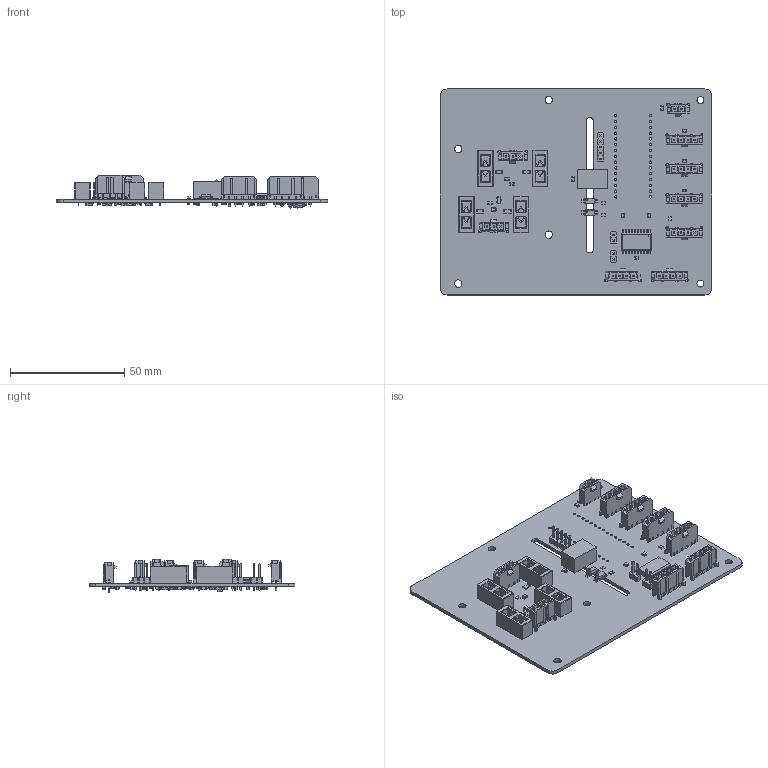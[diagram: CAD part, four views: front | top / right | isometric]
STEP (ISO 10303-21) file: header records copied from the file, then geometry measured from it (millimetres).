
FILE_DESCRIPTION(('KiCad electronic assembly'),'2;1');
FILE_NAME('ActivePrecharge.step','2025-03-18T09:24:40',('Pcbnew'),( 'Kicad'),'Open CASCADE STEP processor 7.8','KiCad to STEP converter' ,'Unknown');
FILE_SCHEMA(('AUTOMOTIVE_DESIGN { 1 0 10303 214 1 1 1 1 }'));
Length unit declared in the file: millimetre
Products named in the file (38): ActivePrecharge 1; LED_0805_2012Metric; R_1206_3216Metric; C_0805_2012Metric; PinHeader_1x05_P2.54mm_Vertical; PinHeader_1x05_P254mm_Vertical; 436500428; SOP-4_4.4x2.6mm_P1.27mm; SOP_4_44x26mm_P127mm; R_0805_2012Metric; SOT-353_SC-70-5; SOT_353_SC_70_5; PinHeader_1x02_P2.54mm_Vertical; PinHeader_1x02_P254mm_Vertical; Fuseholder_Blade_Mini_Keystone_3568; A_Keystone_3568; SOT-23; SOT_23; SOIC-20W; part; 1769205241; ASSEMBLY; 436500227; 436500327; D_SOD-123F; D_SOD_123F; SOT-23-3; L_0805_2012Metric; ActivePrecharge_PCB
Assembly tree (120 placements, depth 3):
  ActivePrecharge 1
    LED_0805_2012Metric  x7
      LED_0805_2012Metric
    R_1206_3216Metric  x4
      R_1206_3216Metric
    C_0805_2012Metric  x20
      C_0805_2012Metric
    PinHeader_1x05_P2.54mm_Vertical
      PinHeader_1x05_P254mm_Vertical
    436500428  x6
      436500428
    SOP-4_4.4x2.6mm_P1.27mm  x3
      SOP_4_44x26mm_P127mm
    R_0805_2012Metric  x32
      R_0805_2012Metric
    SOT-353_SC-70-5  x2
      SOT_353_SC_70_5
    PinHeader_1x02_P2.54mm_Vertical  x2
      PinHeader_1x02_P254mm_Vertical
    Fuseholder_Blade_Mini_Keystone_3568  x4
      A_Keystone_3568
    SOT-23  x5
      SOT_23
    SOIC-20W
      part
    1769205241
      ASSEMBLY
    436500227
      436500227
    436500327  x2
      436500327
    D_SOD-123F  x6
      D_SOD_123F
    SOT-23-3  x2
      SOT-23-3
    L_0805_2012Metric  x2
      L_0805_2012Metric
    ActivePrecharge_PCB
Bounding box: 119 x 90.25 x 14.58 mm (x, y, z)
Volume: 24104.3 mm3; surface area: 35898.3 mm2
Topology: 137 solids, 137 shells, 6518 faces, 17011 edges, 11020 vertices
Faces by surface type: plane 5013, cylinder 1120, bspline 369, sphere 16
Full cylindrical faces by diameter (mm): 0.375 x1, 0.5 x3, 1 x9, 1.02 x32, 1.021 x30, 1.27 x18, 1.78 x16, 3 x2, 3.2 x4
Entity records: 68630 total; most frequent: CARTESIAN_POINT 10983, ORIENTED_EDGE 10158, DIRECTION 9677, EDGE_CURVE 5077, LINE 4231, VECTOR 4231, VERTEX_POINT 3251, AXIS2_PLACEMENT_3D 2723
